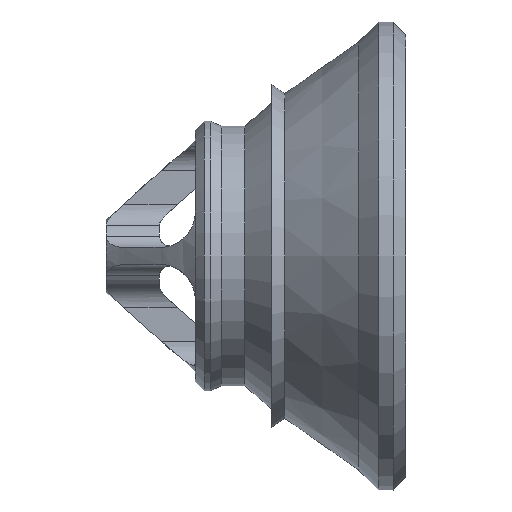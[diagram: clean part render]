
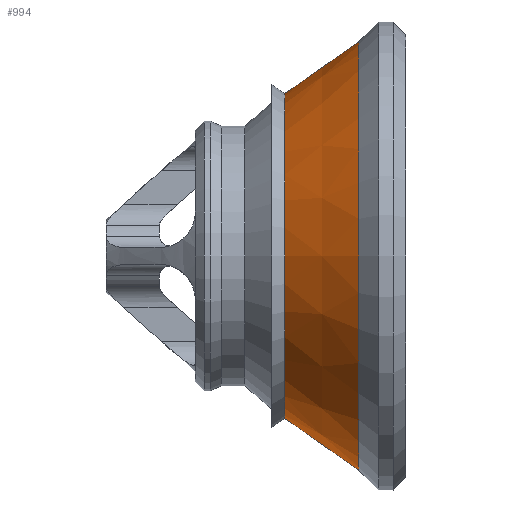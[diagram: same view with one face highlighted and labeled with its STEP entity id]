
A CAD part, left-side view. The second image highlights one B-rep face of the part: STEP entity #994.
In plain terms, the highlighted conical face has half-angle 35 degrees and reference radius 15.363 mm.
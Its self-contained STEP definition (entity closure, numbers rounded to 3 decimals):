
#23=CONICAL_SURFACE('',#1106,15.363,0.611);
#138=LINE('',#2017,#189);
#189=VECTOR('',#1346,15.363);
#279=FACE_OUTER_BOUND('',#342,.T.);
#342=EDGE_LOOP('',(#864,#865,#866,#867));
#397=CIRCLE('',#1105,13.25);
#398=CIRCLE('',#1107,17.476);
#486=VERTEX_POINT('',#2011);
#487=VERTEX_POINT('',#2015);
#622=EDGE_CURVE('',#486,#486,#397,.T.);
#624=EDGE_CURVE('',#487,#487,#398,.T.);
#625=EDGE_CURVE('',#487,#486,#138,.T.);
#864=ORIENTED_EDGE('',*,*,#624,.F.);
#865=ORIENTED_EDGE('',*,*,#625,.T.);
#866=ORIENTED_EDGE('',*,*,#622,.T.);
#867=ORIENTED_EDGE('',*,*,#625,.F.);
#994=ADVANCED_FACE('',(#279),#23,.T.);
#1105=AXIS2_PLACEMENT_3D('',#2012,#1339,#1340);
#1106=AXIS2_PLACEMENT_3D('',#2014,#1342,#1343);
#1107=AXIS2_PLACEMENT_3D('',#2016,#1344,#1345);
#1339=DIRECTION('center_axis',(0.,-1.,0.));
#1340=DIRECTION('ref_axis',(1.,0.,0.));
#1342=DIRECTION('center_axis',(0.,-1.,0.));
#1343=DIRECTION('ref_axis',(1.,0.,0.));
#1344=DIRECTION('center_axis',(0.,-1.,0.));
#1345=DIRECTION('ref_axis',(1.,0.,0.));
#1346=DIRECTION('',(0.574,0.819,0.));
#2011=CARTESIAN_POINT('',(-13.25,9.273,0.));
#2012=CARTESIAN_POINT('Origin',(0.,9.273,0.));
#2014=CARTESIAN_POINT('Origin',(0.,6.256,0.));
#2015=CARTESIAN_POINT('',(-17.476,3.238,0.));
#2016=CARTESIAN_POINT('Origin',(0.,3.238,0.));
#2017=CARTESIAN_POINT('',(-15.363,6.256,0.));
